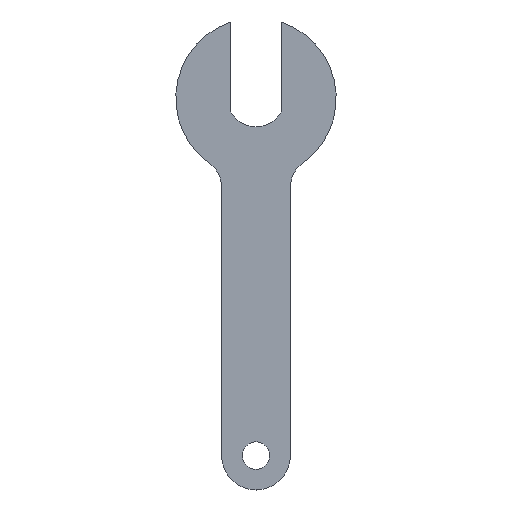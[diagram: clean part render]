
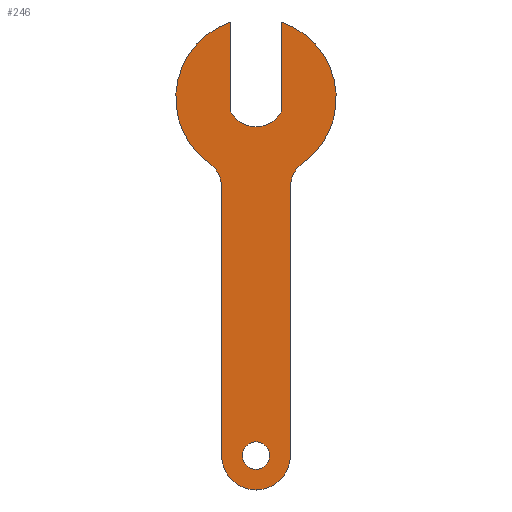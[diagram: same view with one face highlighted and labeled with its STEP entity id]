
A CAD part, top view. The second image highlights one B-rep face of the part: STEP entity #246.
In plain terms, the highlighted planar face has unit normal (0, 0, 1).
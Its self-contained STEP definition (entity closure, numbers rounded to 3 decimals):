
#19=FACE_BOUND('',#52,.T.);
#25=PLANE('',#288);
#38=FACE_OUTER_BOUND('',#51,.T.);
#51=EDGE_LOOP('',(#206,#207,#208,#209,#210,#211,#212,#213,#214,#215));
#52=EDGE_LOOP('',(#216));
#62=LINE('',#401,#81);
#67=LINE('',#419,#86);
#68=LINE('',#422,#87);
#73=LINE('',#437,#92);
#81=VECTOR('',#322,10.);
#86=VECTOR('',#341,10.);
#87=VECTOR('',#344,10.);
#92=VECTOR('',#363,10.);
#94=CIRCLE('',#265,12.5);
#96=CIRCLE('',#268,35.);
#98=CIRCLE('',#271,12.5);
#99=CIRCLE('',#274,6.);
#102=CIRCLE('',#278,12.5);
#104=CIRCLE('',#283,15.);
#105=CIRCLE('',#285,35.);
#109=VERTEX_POINT('',#376);
#110=VERTEX_POINT('',#378);
#112=VERTEX_POINT('',#384);
#115=VERTEX_POINT('',#391);
#116=VERTEX_POINT('',#393);
#118=VERTEX_POINT('',#399);
#119=VERTEX_POINT('',#403);
#123=VERTEX_POINT('',#412);
#124=VERTEX_POINT('',#414);
#125=VERTEX_POINT('',#421);
#127=VERTEX_POINT('',#430);
#131=EDGE_CURVE('',#109,#110,#94,.T.);
#135=EDGE_CURVE('',#109,#112,#96,.T.);
#138=EDGE_CURVE('',#115,#116,#98,.T.);
#142=EDGE_CURVE('',#115,#118,#62,.T.);
#143=EDGE_CURVE('',#119,#119,#99,.T.);
#148=EDGE_CURVE('',#124,#123,#102,.T.);
#151=EDGE_CURVE('',#112,#124,#67,.T.);
#152=EDGE_CURVE('',#125,#110,#68,.T.);
#156=EDGE_CURVE('',#118,#125,#104,.T.);
#157=EDGE_CURVE('',#127,#116,#105,.T.);
#161=EDGE_CURVE('',#123,#127,#73,.T.);
#206=ORIENTED_EDGE('',*,*,#161,.T.);
#207=ORIENTED_EDGE('',*,*,#157,.T.);
#208=ORIENTED_EDGE('',*,*,#138,.F.);
#209=ORIENTED_EDGE('',*,*,#142,.T.);
#210=ORIENTED_EDGE('',*,*,#156,.T.);
#211=ORIENTED_EDGE('',*,*,#152,.T.);
#212=ORIENTED_EDGE('',*,*,#131,.F.);
#213=ORIENTED_EDGE('',*,*,#135,.T.);
#214=ORIENTED_EDGE('',*,*,#151,.T.);
#215=ORIENTED_EDGE('',*,*,#148,.T.);
#216=ORIENTED_EDGE('',*,*,#143,.T.);
#246=ADVANCED_FACE('',(#38,#19),#25,.T.);
#265=AXIS2_PLACEMENT_3D('',#379,#300,#301);
#268=AXIS2_PLACEMENT_3D('',#386,#308,#309);
#271=AXIS2_PLACEMENT_3D('',#394,#315,#316);
#274=AXIS2_PLACEMENT_3D('',#404,#325,#326);
#278=AXIS2_PLACEMENT_3D('',#415,#335,#336);
#283=AXIS2_PLACEMENT_3D('',#428,#351,#352);
#285=AXIS2_PLACEMENT_3D('',#431,#355,#356);
#288=AXIS2_PLACEMENT_3D('',#438,#364,#365);
#300=DIRECTION('center_axis',(0.,0.,1.));
#301=DIRECTION('ref_axis',(-0.889,0.459,0.));
#308=DIRECTION('center_axis',(0.,0.,1.));
#309=DIRECTION('ref_axis',(0.429,-0.904,0.));
#315=DIRECTION('center_axis',(0.,0.,1.));
#316=DIRECTION('ref_axis',(0.889,0.459,0.));
#322=DIRECTION('',(0.,-1.,0.));
#325=DIRECTION('center_axis',(0.,0.,-1.));
#326=DIRECTION('ref_axis',(1.,0.,0.));
#335=DIRECTION('center_axis',(0.,0.,-1.));
#336=DIRECTION('ref_axis',(-0.88,-0.475,0.));
#341=DIRECTION('',(0.,-1.,0.));
#344=DIRECTION('',(0.,1.,0.));
#351=DIRECTION('center_axis',(0.,0.,1.));
#352=DIRECTION('ref_axis',(-1.,0.,0.));
#355=DIRECTION('center_axis',(0.,0.,1.));
#356=DIRECTION('ref_axis',(-0.314,0.949,0.));
#363=DIRECTION('',(0.,1.,0.));
#364=DIRECTION('center_axis',(0.,0.,1.));
#365=DIRECTION('ref_axis',(1.,0.,0.));
#376=CARTESIAN_POINT('',(20.263,-28.538,6.35));
#378=CARTESIAN_POINT('',(15.,-38.73,6.35));
#379=CARTESIAN_POINT('Origin',(27.5,-38.73,6.35));
#384=CARTESIAN_POINT('',(11.,33.226,6.35));
#386=CARTESIAN_POINT('Origin',(0.,0.,6.35));
#391=CARTESIAN_POINT('',(-15.,-38.73,6.35));
#393=CARTESIAN_POINT('',(-20.263,-28.538,6.35));
#394=CARTESIAN_POINT('Origin',(-27.5,-38.73,6.35));
#399=CARTESIAN_POINT('',(-15.,-155.937,6.35));
#401=CARTESIAN_POINT('',(-15.,-31.623,6.35));
#403=CARTESIAN_POINT('',(-6.,-155.937,6.35));
#404=CARTESIAN_POINT('Origin',(0.,-155.937,6.35));
#412=CARTESIAN_POINT('',(-11.,-5.937,6.35));
#414=CARTESIAN_POINT('',(11.,-5.937,6.35));
#415=CARTESIAN_POINT('Origin',(0.,0.,6.35));
#419=CARTESIAN_POINT('',(11.,0.,6.35));
#421=CARTESIAN_POINT('',(15.,-155.937,6.35));
#422=CARTESIAN_POINT('',(15.,-31.623,6.35));
#428=CARTESIAN_POINT('Origin',(0.,-155.937,6.35));
#430=CARTESIAN_POINT('',(-11.,33.226,6.35));
#431=CARTESIAN_POINT('Origin',(0.,0.,6.35));
#437=CARTESIAN_POINT('',(-11.,0.,6.35));
#438=CARTESIAN_POINT('Origin',(0.,-68.855,6.35));
